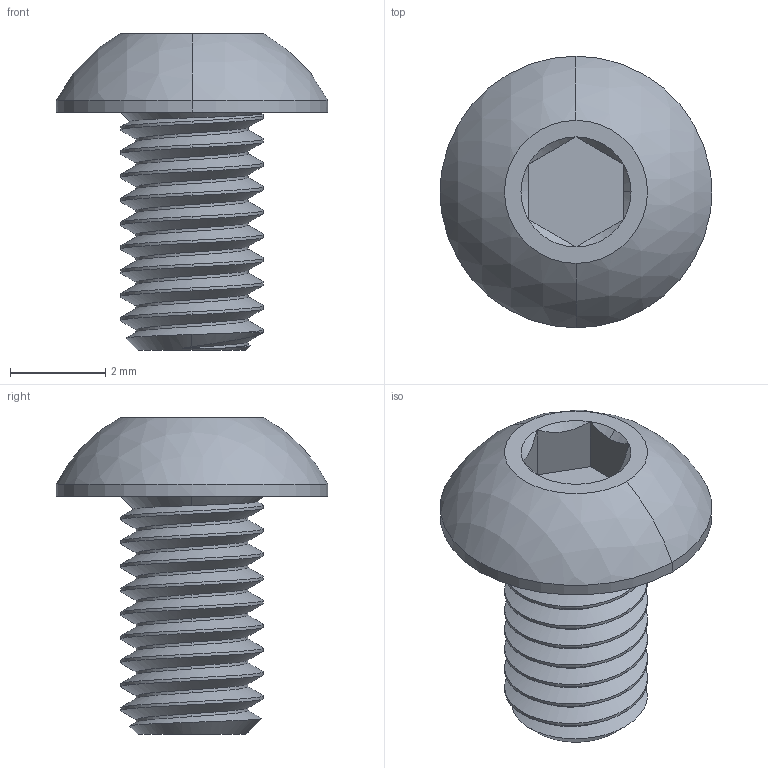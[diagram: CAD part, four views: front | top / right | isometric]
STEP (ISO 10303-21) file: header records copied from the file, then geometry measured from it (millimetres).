
FILE_DESCRIPTION (( 'STEP AP203' ), '1' );
FILE_NAME ('92095A177_Button Head Hex Drive Screw.STEP', '2024-09-16T18:06:38', ( 'Administrator' ), ( 'Managed by Terraform' ), 'SwSTEP 2.0', 'SolidWorks 2017', '' );
FILE_SCHEMA (( 'CONFIG_CONTROL_DESIGN' ));
Length unit declared in the file: millimetre
Products named in the file (1): 92095A177_Button Head Hex Drive Screw
Bounding box: 5.7 x 5.7 x 6.65 mm (x, y, z)
Volume: 54.8 mm3; surface area: 142 mm2
Topology: 1 solids, 1 shells, 69 faces, 178 edges, 113 vertices
Faces by surface type: cylinder 41, cone 14, plane 10, sphere 2, bspline 2
Entity records: 3261 total; most frequent: CARTESIAN_POINT 1756, ORIENTED_EDGE 356, DIRECTION 246, EDGE_CURVE 178, VERTEX_POINT 113, AXIS2_PLACEMENT_3D 94, EDGE_LOOP 71, ADVANCED_FACE 69
